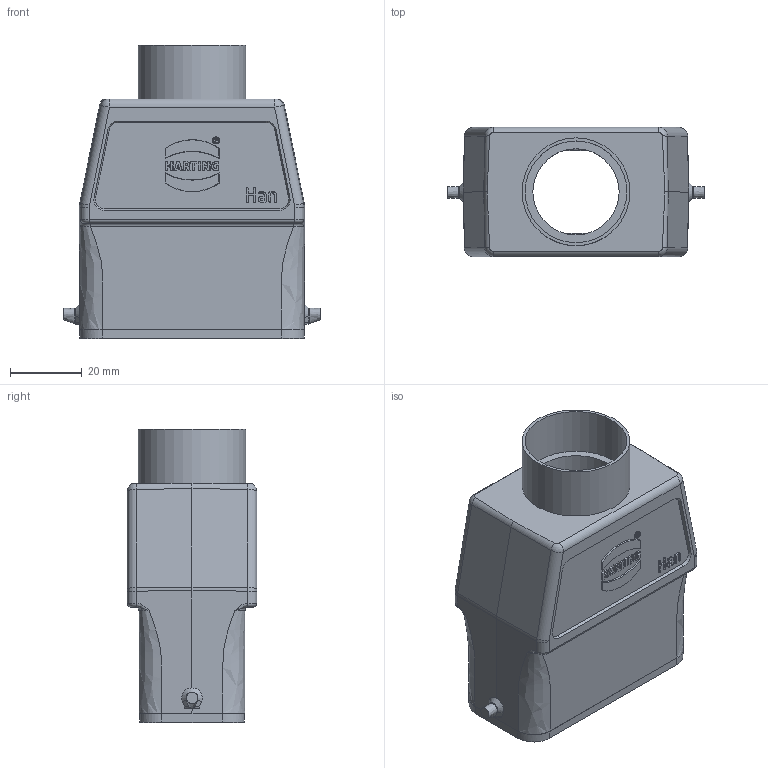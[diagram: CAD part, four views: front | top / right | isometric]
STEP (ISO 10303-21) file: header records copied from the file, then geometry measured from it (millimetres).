
FILE_DESCRIPTION(/* description */ (''),/* implementation_level */ '2;1');
FILE_NAME(/* name */ '100766972ugm000_a.stp',/* time_stamp */ '2018-08-09T17:07:44+02:00',/* author */ (''),/* organization */ (''),/* preprocessor_version */ 'ST-DEVELOPER v16.7',/* originating_system */ 'SIEMENS PLM Software NX 12.0',/* authorisation */ '');
FILE_SCHEMA (('AUTOMOTIVE_DESIGN { 1 0 10303 214 3 1 1 1 }'));
Length unit declared in the file: millimetre
Products named in the file (1): 100766972ugm000_a
Bounding box: 71.7 x 36 x 81.7 mm (x, y, z)
Volume: 54722.4 mm3; surface area: 27783.7 mm2
Topology: 1 solids, 1 shells, 441 faces, 1674 edges, 1805 vertices
Faces by surface type: plane 212, bspline 104, cylinder 88, cone 28, torus 5, sphere 4
Full cylindrical faces by diameter (mm): 3 x4, 24 x1, 28.3 x1, 30 x1
Entity records: 21453 total; most frequent: CARTESIAN_POINT 6969, ORIENTED_EDGE 2196, DIRECTION 1977, EDGE_CURVE 1098, LINE 751, VECTOR 751, PRESENTATION_STYLE_ASSIGNMENT 747, VERTEX_POINT 698
